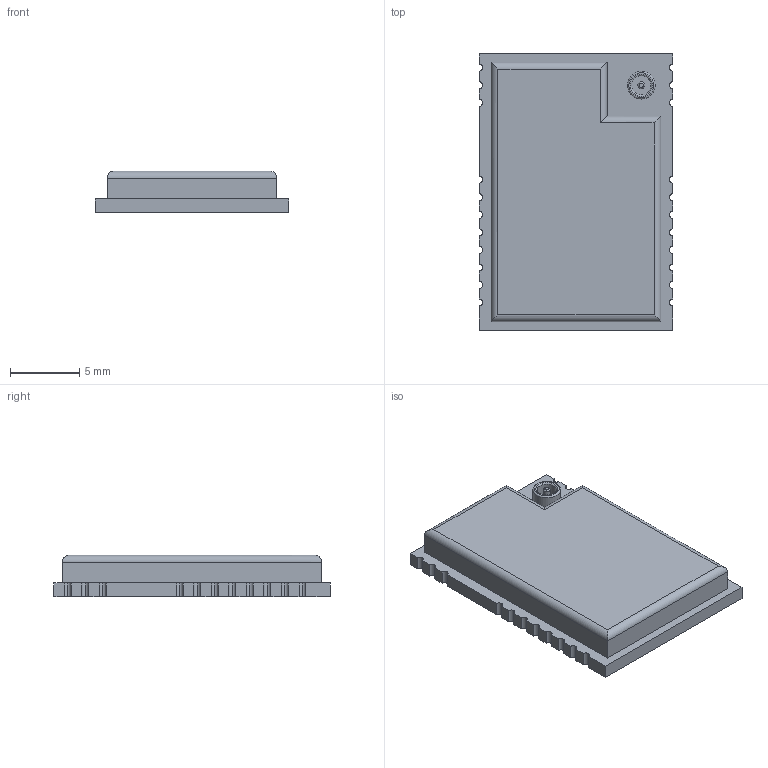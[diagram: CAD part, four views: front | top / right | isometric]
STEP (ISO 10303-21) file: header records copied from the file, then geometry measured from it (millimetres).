
FILE_DESCRIPTION(('FreeCAD Model'),'2;1');
FILE_NAME('Open CASCADE Shape Model','2021-01-01T19:54:12',('Author'),( ''),'Open CASCADE STEP processor 7.4','FreeCAD','Unknown');
FILE_SCHEMA(('AUTOMOTIVE_DESIGN { 1 0 10303 214 1 1 1 1 }'));
Length unit declared in the file: millimetre
Products named in the file (1): Fusion
Bounding box: 14 x 20 x 3 mm (x, y, z)
Volume: 708.4 mm3; surface area: 752.6 mm2
Topology: 1 solids, 1 shells, 83 faces, 222 edges, 145 vertices
Faces by surface type: cylinder 42, plane 38, torus 3
Full cylindrical faces by diameter (mm): 0.5 x1, 1.4 x1, 2 x1
Entity records: 6188 total; most frequent: CARTESIAN_POINT 1481, DIRECTION 749, ORIENTED_EDGE 444, PCURVE 444, DEFINITIONAL_REPRESENTATION 444, LINE 410, VECTOR 410, EDGE_CURVE 222
